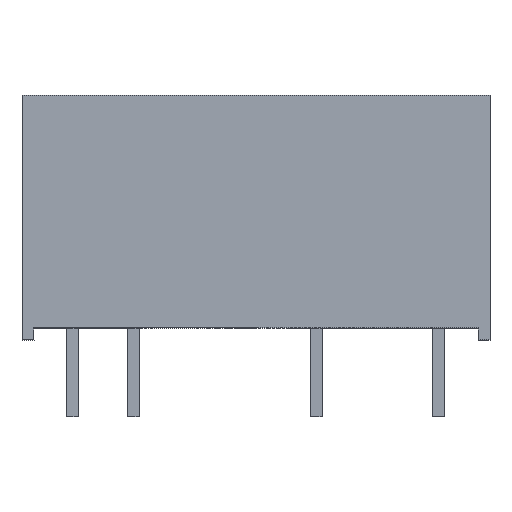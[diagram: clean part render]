
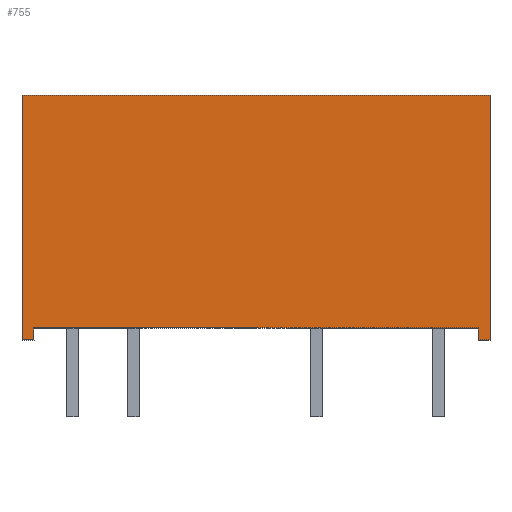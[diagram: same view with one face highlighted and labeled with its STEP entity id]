
A CAD part, top view. The second image highlights one B-rep face of the part: STEP entity #755.
In plain terms, the highlighted planar face has unit normal (0, 0, 1).
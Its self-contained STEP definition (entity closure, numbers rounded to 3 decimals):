
#12 = LINE ( 'NONE', #174, #218 ) ;
#25 = VERTEX_POINT ( 'NONE', #304 ) ;
#35 = LINE ( 'NONE', #346, #140 ) ;
#37 = DIRECTION ( 'NONE',  ( -1., 0., 0. ) ) ;
#116 = CARTESIAN_POINT ( 'NONE',  ( -9.25, -0.5, 3.05 ) ) ;
#135 = VERTEX_POINT ( 'NONE', #320 ) ;
#136 = LINE ( 'NONE', #723, #865 ) ;
#140 = VECTOR ( 'NONE', #202, 1000. ) ;
#143 = ORIENTED_EDGE ( 'NONE', *, *, #934, .F. ) ;
#161 = CARTESIAN_POINT ( 'NONE',  ( 9.25, -0.5, 3.05 ) ) ;
#174 = CARTESIAN_POINT ( 'NONE',  ( -9.75, 9.7, 3.05 ) ) ;
#181 = VECTOR ( 'NONE', #37, 1000. ) ;
#186 = CARTESIAN_POINT ( 'NONE',  ( -9.75, -0.5, 3.05 ) ) ;
#202 = DIRECTION ( 'NONE',  ( 1., 0., 0. ) ) ;
#204 = VECTOR ( 'NONE', #876, 1000. ) ;
#218 = VECTOR ( 'NONE', #676, 1000. ) ;
#223 = LINE ( 'NONE', #371, #643 ) ;
#247 = ORIENTED_EDGE ( 'NONE', *, *, #579, .F. ) ;
#250 = DIRECTION ( 'NONE',  ( -1., 0., 0. ) ) ;
#269 = EDGE_CURVE ( 'NONE', #736, #513, #136, .T. ) ;
#284 = VERTEX_POINT ( 'NONE', #710 ) ;
#302 = CARTESIAN_POINT ( 'NONE',  ( 9.75, -0.5, 3.05 ) ) ;
#304 = CARTESIAN_POINT ( 'NONE',  ( -9.25, 0., 3.05 ) ) ;
#306 = CARTESIAN_POINT ( 'NONE',  ( 9.25, 0., 3.05 ) ) ;
#320 = CARTESIAN_POINT ( 'NONE',  ( -9.25, -0.5, 3.05 ) ) ;
#346 = CARTESIAN_POINT ( 'NONE',  ( -9.75, 9.7, 3.05 ) ) ;
#371 = CARTESIAN_POINT ( 'NONE',  ( -9.25, -0.5, 3.05 ) ) ;
#388 = EDGE_CURVE ( 'NONE', #25, #490, #510, .T. ) ;
#424 = ORIENTED_EDGE ( 'NONE', *, *, #854, .F. ) ;
#425 = EDGE_CURVE ( 'NONE', #135, #25, #223, .T. ) ;
#468 = ORIENTED_EDGE ( 'NONE', *, *, #425, .T. ) ;
#490 = VERTEX_POINT ( 'NONE', #306 ) ;
#510 = LINE ( 'NONE', #744, #704 ) ;
#513 = VERTEX_POINT ( 'NONE', #302 ) ;
#514 = DIRECTION ( 'NONE',  ( 0., 1., 0. ) ) ;
#549 = EDGE_CURVE ( 'NONE', #284, #840, #12, .T. ) ;
#579 = EDGE_CURVE ( 'NONE', #933, #490, #592, .T. ) ;
#587 = DIRECTION ( 'NONE',  ( 1., 0., 0. ) ) ;
#592 = LINE ( 'NONE', #161, #204 ) ;
#621 = LINE ( 'NONE', #116, #670 ) ;
#639 = CARTESIAN_POINT ( 'NONE',  ( 9.25, -0.5, 3.05 ) ) ;
#643 = VECTOR ( 'NONE', #514, 1000. ) ;
#670 = VECTOR ( 'NONE', #831, 1000. ) ;
#676 = DIRECTION ( 'NONE',  ( 0., -1., 0. ) ) ;
#688 = DIRECTION ( 'NONE',  ( 0., 0., -1. ) ) ;
#689 = ORIENTED_EDGE ( 'NONE', *, *, #269, .F. ) ;
#693 = CARTESIAN_POINT ( 'NONE',  ( 9.75, -0.5, 3.05 ) ) ;
#699 = AXIS2_PLACEMENT_3D ( 'NONE', #762, #688, #250 ) ;
#704 = VECTOR ( 'NONE', #587, 1000. ) ;
#709 = ORIENTED_EDGE ( 'NONE', *, *, #388, .T. ) ;
#710 = CARTESIAN_POINT ( 'NONE',  ( -9.75, 9.7, 3.05 ) ) ;
#723 = CARTESIAN_POINT ( 'NONE',  ( 9.75, 9.7, 3.05 ) ) ;
#736 = VERTEX_POINT ( 'NONE', #833 ) ;
#744 = CARTESIAN_POINT ( 'NONE',  ( -9.75, 0., 3.05 ) ) ;
#746 = ORIENTED_EDGE ( 'NONE', *, *, #549, .T. ) ;
#755 = ADVANCED_FACE ( 'NONE', ( #893 ), #767, .F. ) ;
#762 = CARTESIAN_POINT ( 'NONE',  ( -9.75, 9.7, 3.05 ) ) ;
#767 = PLANE ( 'NONE',  #699 ) ;
#798 = EDGE_CURVE ( 'NONE', #513, #933, #908, .T. ) ;
#831 = DIRECTION ( 'NONE',  ( -1., 0., 0. ) ) ;
#833 = CARTESIAN_POINT ( 'NONE',  ( 9.75, 9.7, 3.05 ) ) ;
#840 = VERTEX_POINT ( 'NONE', #186 ) ;
#854 = EDGE_CURVE ( 'NONE', #284, #736, #35, .T. ) ;
#865 = VECTOR ( 'NONE', #915, 1000. ) ;
#876 = DIRECTION ( 'NONE',  ( 0., 1., 0. ) ) ;
#893 = FACE_OUTER_BOUND ( 'NONE', #917, .T. ) ;
#908 = LINE ( 'NONE', #693, #181 ) ;
#915 = DIRECTION ( 'NONE',  ( 0., -1., 0. ) ) ;
#917 = EDGE_LOOP ( 'NONE', ( #746, #143, #468, #709, #247, #931, #689, #424 ) ) ;
#931 = ORIENTED_EDGE ( 'NONE', *, *, #798, .F. ) ;
#933 = VERTEX_POINT ( 'NONE', #639 ) ;
#934 = EDGE_CURVE ( 'NONE', #135, #840, #621, .T. ) ;
